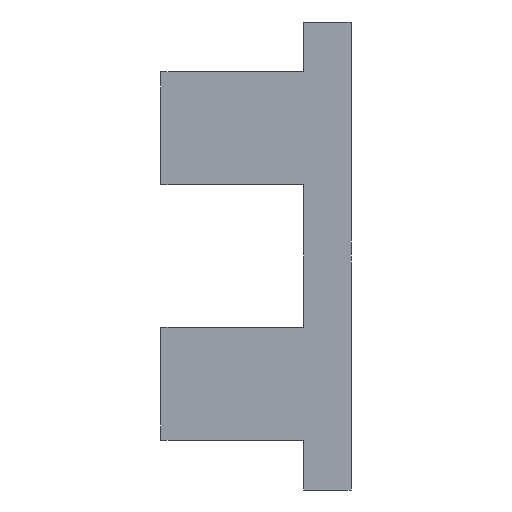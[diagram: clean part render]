
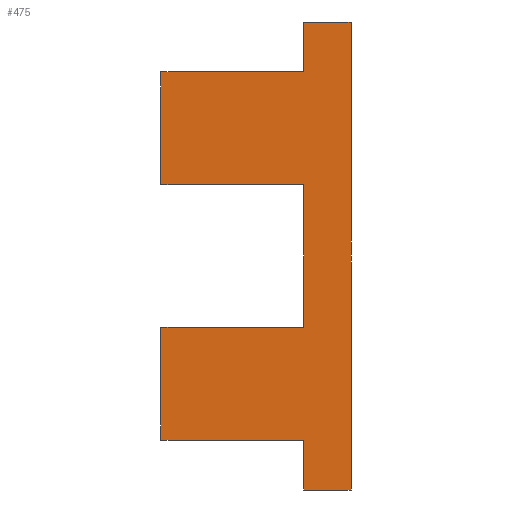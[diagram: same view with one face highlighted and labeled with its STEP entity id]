
A CAD part, left-side view. The second image highlights one B-rep face of the part: STEP entity #475.
In plain terms, the highlighted planar face has unit normal (-1, 0, 0).
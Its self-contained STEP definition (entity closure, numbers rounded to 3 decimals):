
#35=DIRECTION('',(0.,0.,-1.));
#36=VECTOR('',#35,19.7);
#37=CARTESIAN_POINT('',(0.,0.,9.85));
#38=LINE('',#37,#36);
#43=DIRECTION('',(0.,1.,0.));
#44=VECTOR('',#43,2.);
#45=CARTESIAN_POINT('',(0.,0.,-9.85));
#46=LINE('',#45,#44);
#50=DIRECTION('',(0.,0.,1.));
#51=VECTOR('',#50,2.1);
#52=CARTESIAN_POINT('',(0.,2.,-9.85));
#53=LINE('',#52,#51);
#57=DIRECTION('',(0.,1.,0.));
#58=VECTOR('',#57,6.);
#59=CARTESIAN_POINT('',(0.,2.,-7.75));
#60=LINE('',#59,#58);
#64=DIRECTION('',(0.,0.,1.));
#65=VECTOR('',#64,4.75);
#66=CARTESIAN_POINT('',(0.,8.,-7.75));
#67=LINE('',#66,#65);
#71=DIRECTION('',(0.,-1.,0.));
#72=VECTOR('',#71,6.);
#73=CARTESIAN_POINT('',(0.,8.,-3.));
#74=LINE('',#73,#72);
#78=DIRECTION('',(0.,0.,1.));
#79=VECTOR('',#78,6.);
#80=CARTESIAN_POINT('',(0.,2.,-3.));
#81=LINE('',#80,#79);
#85=DIRECTION('',(0.,1.,0.));
#86=VECTOR('',#85,6.);
#87=CARTESIAN_POINT('',(0.,2.,3.));
#88=LINE('',#87,#86);
#92=DIRECTION('',(0.,0.,1.));
#93=VECTOR('',#92,4.75);
#94=CARTESIAN_POINT('',(0.,8.,3.));
#95=LINE('',#94,#93);
#99=DIRECTION('',(0.,-1.,0.));
#100=VECTOR('',#99,6.);
#101=CARTESIAN_POINT('',(0.,8.,7.75));
#102=LINE('',#101,#100);
#106=DIRECTION('',(0.,0.,1.));
#107=VECTOR('',#106,2.1);
#108=CARTESIAN_POINT('',(0.,2.,7.75));
#109=LINE('',#108,#107);
#113=DIRECTION('',(0.,-1.,0.));
#114=VECTOR('',#113,2.);
#115=CARTESIAN_POINT('',(0.,2.,9.85));
#116=LINE('',#115,#114);
#380=CARTESIAN_POINT('',(0.,0.,9.85));
#381=CARTESIAN_POINT('',(0.,0.,-9.85));
#382=VERTEX_POINT('',#380);
#383=VERTEX_POINT('',#381);
#384=CARTESIAN_POINT('',(0.,2.,-9.85));
#385=VERTEX_POINT('',#384);
#386=CARTESIAN_POINT('',(0.,2.,-7.75));
#387=VERTEX_POINT('',#386);
#388=CARTESIAN_POINT('',(0.,8.,-7.75));
#389=VERTEX_POINT('',#388);
#390=CARTESIAN_POINT('',(0.,8.,-3.));
#391=VERTEX_POINT('',#390);
#392=CARTESIAN_POINT('',(0.,2.,-3.));
#393=VERTEX_POINT('',#392);
#394=CARTESIAN_POINT('',(0.,2.,3.));
#395=VERTEX_POINT('',#394);
#396=CARTESIAN_POINT('',(0.,8.,3.));
#397=VERTEX_POINT('',#396);
#398=CARTESIAN_POINT('',(0.,8.,7.75));
#399=VERTEX_POINT('',#398);
#400=CARTESIAN_POINT('',(0.,2.,7.75));
#401=VERTEX_POINT('',#400);
#402=CARTESIAN_POINT('',(0.,2.,9.85));
#403=VERTEX_POINT('',#402);
#444=CARTESIAN_POINT('',(0.,0.,0.));
#445=DIRECTION('',(1.,0.,0.));
#446=DIRECTION('',(0.,-1.,0.));
#447=AXIS2_PLACEMENT_3D('',#444,#445,#446);
#448=PLANE('',#447);
#450=ORIENTED_EDGE('',*,*,#449,.T.);
#452=ORIENTED_EDGE('',*,*,#451,.T.);
#454=ORIENTED_EDGE('',*,*,#453,.T.);
#456=ORIENTED_EDGE('',*,*,#455,.T.);
#458=ORIENTED_EDGE('',*,*,#457,.T.);
#460=ORIENTED_EDGE('',*,*,#459,.T.);
#462=ORIENTED_EDGE('',*,*,#461,.T.);
#464=ORIENTED_EDGE('',*,*,#463,.T.);
#466=ORIENTED_EDGE('',*,*,#465,.T.);
#468=ORIENTED_EDGE('',*,*,#467,.T.);
#470=ORIENTED_EDGE('',*,*,#469,.T.);
#472=ORIENTED_EDGE('',*,*,#471,.T.);
#473=EDGE_LOOP('',(#450,#452,#454,#456,#458,#460,#462,#464,#466,#468,#470,
#472));
#474=FACE_OUTER_BOUND('',#473,.F.);
#475=ADVANCED_FACE('',(#474),#448,.F.);
#449=EDGE_CURVE('',#382,#383,#38,.T.);
#451=EDGE_CURVE('',#383,#385,#46,.T.);
#453=EDGE_CURVE('',#385,#387,#53,.T.);
#455=EDGE_CURVE('',#387,#389,#60,.T.);
#457=EDGE_CURVE('',#389,#391,#67,.T.);
#459=EDGE_CURVE('',#391,#393,#74,.T.);
#461=EDGE_CURVE('',#393,#395,#81,.T.);
#463=EDGE_CURVE('',#395,#397,#88,.T.);
#465=EDGE_CURVE('',#397,#399,#95,.T.);
#467=EDGE_CURVE('',#399,#401,#102,.T.);
#469=EDGE_CURVE('',#401,#403,#109,.T.);
#471=EDGE_CURVE('',#403,#382,#116,.T.);
